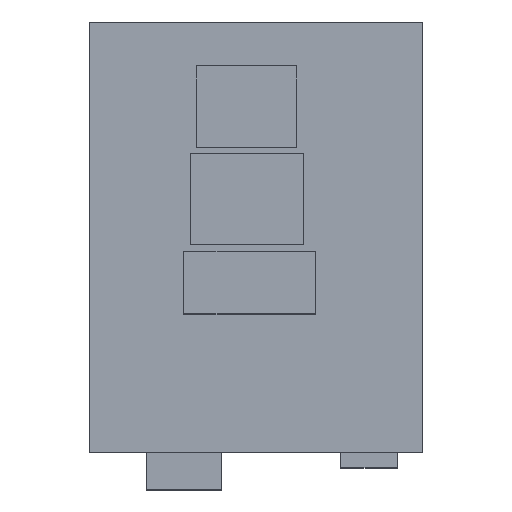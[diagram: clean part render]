
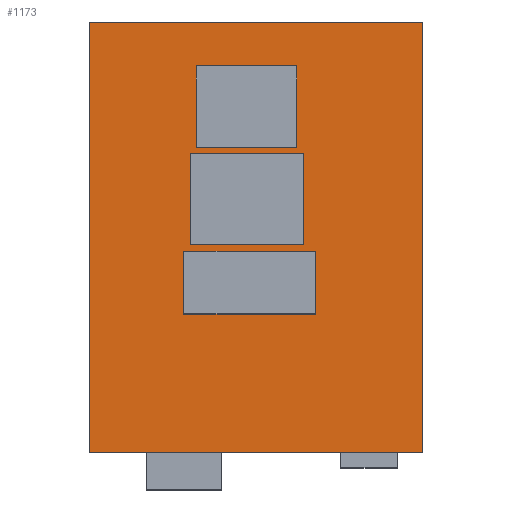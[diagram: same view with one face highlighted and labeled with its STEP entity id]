
A CAD part, top view. The second image highlights one B-rep face of the part: STEP entity #1173.
In plain terms, the highlighted planar face has unit normal (0, 0, 1).
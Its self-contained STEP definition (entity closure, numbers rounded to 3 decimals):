
#83=CARTESIAN_POINT('',(34.0,33.,18.0));
#84=VERTEX_POINT('',#83);
#91=CARTESIAN_POINT('',(34.0,47.5,18.0));
#92=VERTEX_POINT('',#91);
#93=CARTESIAN_POINT('',(34.0,47.5,18.0));
#94=DIRECTION('',(0.0,-1.0,0.0));
#95=VECTOR('',#94,14.5);
#96=LINE('',#93,#95);
#97=EDGE_CURVE('',#92,#84,#96,.T.);
#121=CARTESIAN_POINT('',(16.0,33.,18.0));
#122=VERTEX_POINT('',#121);
#129=CARTESIAN_POINT('',(34.0,33.,18.0));
#130=DIRECTION('',(-1.0,0.0,0.0));
#131=VECTOR('',#130,18.0);
#132=LINE('',#129,#131);
#133=EDGE_CURVE('',#84,#122,#132,.T.);
#152=CARTESIAN_POINT('',(16.,47.5,18.0));
#153=VERTEX_POINT('',#152);
#160=CARTESIAN_POINT('',(16.,33.,18.0));
#161=DIRECTION('',(0.0,1.0,0.0));
#162=VECTOR('',#161,14.5);
#163=LINE('',#160,#162);
#164=EDGE_CURVE('',#122,#153,#163,.T.);
#182=CARTESIAN_POINT('',(16.,47.5,18.0));
#183=DIRECTION('',(1.0,0.0,0.0));
#184=VECTOR('',#183,18.0);
#185=LINE('',#182,#184);
#186=EDGE_CURVE('',#153,#92,#185,.T.);
#219=CARTESIAN_POINT('',(36.0,22.,18.0));
#220=VERTEX_POINT('',#219);
#227=CARTESIAN_POINT('',(36.0,32.,18.0));
#228=VERTEX_POINT('',#227);
#229=CARTESIAN_POINT('',(36.0,32.,18.0));
#230=DIRECTION('',(0.0,-1.0,0.0));
#231=VECTOR('',#230,10.0);
#232=LINE('',#229,#231);
#233=EDGE_CURVE('',#228,#220,#232,.T.);
#257=CARTESIAN_POINT('',(15.0,22.,18.0));
#258=VERTEX_POINT('',#257);
#265=CARTESIAN_POINT('',(36.0,22.,18.0));
#266=DIRECTION('',(-1.0,0.0,0.0));
#267=VECTOR('',#266,21.0);
#268=LINE('',#265,#267);
#269=EDGE_CURVE('',#220,#258,#268,.T.);
#288=CARTESIAN_POINT('',(15.,32.,18.0));
#289=VERTEX_POINT('',#288);
#296=CARTESIAN_POINT('',(15.,22.,18.0));
#297=DIRECTION('',(0.0,1.0,0.0));
#298=VECTOR('',#297,10.);
#299=LINE('',#296,#298);
#300=EDGE_CURVE('',#258,#289,#299,.T.);
#318=CARTESIAN_POINT('',(15.,32.0,18.0));
#319=DIRECTION('',(1.0,0.0,0.0));
#320=VECTOR('',#319,21.);
#321=LINE('',#318,#320);
#322=EDGE_CURVE('',#289,#228,#321,.T.);
#355=CARTESIAN_POINT('',(33.0,48.5,18.0));
#356=VERTEX_POINT('',#355);
#363=CARTESIAN_POINT('',(33.0,61.5,18.0));
#364=VERTEX_POINT('',#363);
#365=CARTESIAN_POINT('',(33.,61.5,18.0));
#366=DIRECTION('',(0.0,-1.0,0.0));
#367=VECTOR('',#366,13.0);
#368=LINE('',#365,#367);
#369=EDGE_CURVE('',#364,#356,#368,.T.);
#393=CARTESIAN_POINT('',(17.0,48.5,18.0));
#394=VERTEX_POINT('',#393);
#401=CARTESIAN_POINT('',(33.,48.5,18.0));
#402=DIRECTION('',(-1.0,0.0,0.0));
#403=VECTOR('',#402,16.);
#404=LINE('',#401,#403);
#405=EDGE_CURVE('',#356,#394,#404,.T.);
#424=CARTESIAN_POINT('',(17.0,61.5,18.0));
#425=VERTEX_POINT('',#424);
#432=CARTESIAN_POINT('',(17.0,48.5,18.0));
#433=DIRECTION('',(0.0,1.0,0.0));
#434=VECTOR('',#433,13.0);
#435=LINE('',#432,#434);
#436=EDGE_CURVE('',#394,#425,#435,.T.);
#454=CARTESIAN_POINT('',(17.0,61.5,18.0));
#455=DIRECTION('',(1.0,0.0,0.0));
#456=VECTOR('',#455,16.0);
#457=LINE('',#454,#456);
#458=EDGE_CURVE('',#425,#364,#457,.T.);
#648=CARTESIAN_POINT('',(53.,0.0,18.0));
#649=VERTEX_POINT('',#648);
#650=CARTESIAN_POINT('',(0.0,0.0,18.0));
#651=VERTEX_POINT('',#650);
#652=CARTESIAN_POINT('',(53.,0.0,18.0));
#653=DIRECTION('',(-1.0,0.0,0.0));
#654=VECTOR('',#653,53.);
#655=LINE('',#652,#654);
#656=EDGE_CURVE('',#649,#651,#655,.T.);
#1039=CARTESIAN_POINT('',(0.0,68.5,18.0));
#1040=VERTEX_POINT('',#1039);
#1041=CARTESIAN_POINT('',(0.0,0.0,18.0));
#1042=DIRECTION('',(0.0,1.0,0.0));
#1043=VECTOR('',#1042,68.5);
#1044=LINE('',#1041,#1043);
#1045=EDGE_CURVE('',#651,#1040,#1044,.T.);
#1070=CARTESIAN_POINT('',(53.,68.5,18.0));
#1071=VERTEX_POINT('',#1070);
#1072=CARTESIAN_POINT('',(0.0,68.5,18.0));
#1073=DIRECTION('',(1.0,0.0,0.0));
#1074=VECTOR('',#1073,53.);
#1075=LINE('',#1072,#1074);
#1076=EDGE_CURVE('',#1040,#1071,#1075,.T.);
#1101=CARTESIAN_POINT('',(53.,68.5,18.0));
#1102=DIRECTION('',(0.0,-1.0,0.0));
#1103=VECTOR('',#1102,68.5);
#1104=LINE('',#1101,#1103);
#1105=EDGE_CURVE('',#1071,#649,#1104,.T.);
#1144=CARTESIAN_POINT('',(26.5,34.25,18.0));
#1145=DIRECTION('',(0.0,0.0,1.0));
#1146=DIRECTION('',(1.0,0.0,0.0));
#1147=AXIS2_PLACEMENT_3D('',#1144,#1145,#1146);
#1148=PLANE('',#1147);
#1149=ORIENTED_EDGE('',*,*,#1045,.F.);
#1150=ORIENTED_EDGE('',*,*,#656,.F.);
#1151=ORIENTED_EDGE('',*,*,#1105,.F.);
#1152=ORIENTED_EDGE('',*,*,#1076,.F.);
#1153=EDGE_LOOP('',(#1149,#1150,#1151,#1152));
#1154=FACE_OUTER_BOUND('',#1153,.T.);
#1155=ORIENTED_EDGE('',*,*,#97,.T.);
#1156=ORIENTED_EDGE('',*,*,#133,.T.);
#1157=ORIENTED_EDGE('',*,*,#164,.T.);
#1158=ORIENTED_EDGE('',*,*,#186,.T.);
#1159=EDGE_LOOP('',(#1155,#1156,#1157,#1158));
#1160=FACE_BOUND('',#1159,.T.);
#1161=ORIENTED_EDGE('',*,*,#233,.T.);
#1162=ORIENTED_EDGE('',*,*,#269,.T.);
#1163=ORIENTED_EDGE('',*,*,#300,.T.);
#1164=ORIENTED_EDGE('',*,*,#322,.T.);
#1165=EDGE_LOOP('',(#1161,#1162,#1163,#1164));
#1166=FACE_BOUND('',#1165,.T.);
#1167=ORIENTED_EDGE('',*,*,#369,.T.);
#1168=ORIENTED_EDGE('',*,*,#405,.T.);
#1169=ORIENTED_EDGE('',*,*,#436,.T.);
#1170=ORIENTED_EDGE('',*,*,#458,.T.);
#1171=EDGE_LOOP('',(#1167,#1168,#1169,#1170));
#1172=FACE_BOUND('',#1171,.T.);
#1173=ADVANCED_FACE('',(#1154,#1160,#1166,#1172),#1148,.T.);
